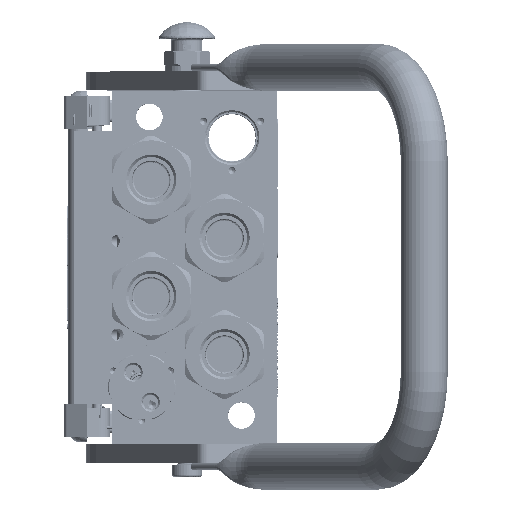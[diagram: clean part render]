
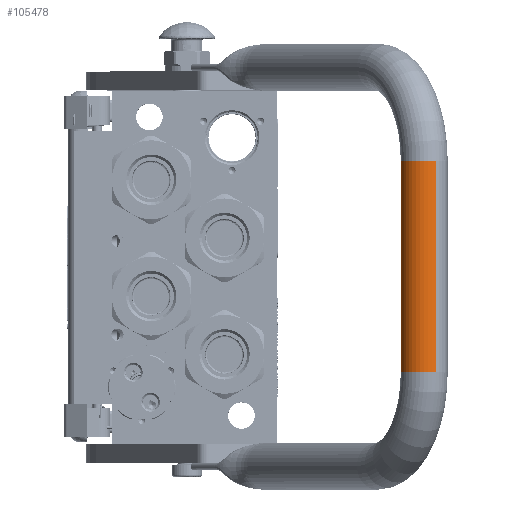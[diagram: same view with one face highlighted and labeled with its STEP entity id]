
A CAD part, top view. The second image highlights one B-rep face of the part: STEP entity #105478.
In plain terms, the highlighted cylindrical face has radius 12.5 mm (diameter 25 mm), a partial arc.
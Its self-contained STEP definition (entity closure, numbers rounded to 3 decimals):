
#10739 = CARTESIAN_POINT ( 'NONE',  ( 56.25, 0., 155. ) ) ;
#15556 = CARTESIAN_POINT ( 'NONE',  ( -56.25, 0., 180. ) ) ;
#31621 = DIRECTION ( 'NONE',  ( 0., 0., 1. ) ) ;
#37102 = ORIENTED_EDGE ( 'NONE', *, *, #176240, .T. ) ;
#47803 = LINE ( 'NONE', #15556, #76457 ) ;
#52026 = AXIS2_PLACEMENT_3D ( 'NONE', #108646, #93220, #179690 ) ;
#70570 = CARTESIAN_POINT ( 'NONE',  ( -56.25, 0., 167.5 ) ) ;
#75243 = CARTESIAN_POINT ( 'NONE',  ( -56.25, 0., 155. ) ) ;
#75451 = VERTEX_POINT ( 'NONE', #160469 ) ;
#75573 = AXIS2_PLACEMENT_3D ( 'NONE', #70570, #155323, #125762 ) ;
#76457 = VECTOR ( 'NONE', #101975, 1000. ) ;
#82267 = ORIENTED_EDGE ( 'NONE', *, *, #88482, .T. ) ;
#87760 = VECTOR ( 'NONE', #147611, 1000. ) ;
#88482 = EDGE_CURVE ( 'NONE', #169896, #160200, #127622, .T. ) ;
#92642 = AXIS2_PLACEMENT_3D ( 'NONE', #172487, #102030, #31621 ) ;
#93220 = DIRECTION ( 'NONE',  ( 1., 0., 0. ) ) ;
#101975 = DIRECTION ( 'NONE',  ( 1., 0., 0. ) ) ;
#102030 = DIRECTION ( 'NONE',  ( 1., 0., 0. ) ) ;
#102896 = EDGE_CURVE ( 'NONE', #158564, #75451, #47803, .T. ) ;
#105478 = ADVANCED_FACE ( 'NONE', ( #181967 ), #162085, .T. ) ;
#108646 = CARTESIAN_POINT ( 'NONE',  ( -56.25, 0., 167.5 ) ) ;
#122213 = EDGE_CURVE ( 'NONE', #75451, #160200, #167661, .T. ) ;
#125762 = DIRECTION ( 'NONE',  ( 0., 0., -1. ) ) ;
#126363 = ORIENTED_EDGE ( 'NONE', *, *, #122213, .F. ) ;
#127622 = LINE ( 'NONE', #75243, #87760 ) ;
#142597 = ORIENTED_EDGE ( 'NONE', *, *, #102896, .F. ) ;
#147611 = DIRECTION ( 'NONE',  ( 1., 0., 0. ) ) ;
#155323 = DIRECTION ( 'NONE',  ( -1., 0., 0. ) ) ;
#158564 = VERTEX_POINT ( 'NONE', #161272 ) ;
#159716 = CIRCLE ( 'NONE', #52026, 12.5 ) ;
#160200 = VERTEX_POINT ( 'NONE', #10739 ) ;
#160469 = CARTESIAN_POINT ( 'NONE',  ( 56.25, 0., 180. ) ) ;
#161272 = CARTESIAN_POINT ( 'NONE',  ( -56.25, 0., 180. ) ) ;
#162085 = CYLINDRICAL_SURFACE ( 'NONE', #75573, 12.5 ) ;
#163778 = EDGE_LOOP ( 'NONE', ( #82267, #126363, #142597, #37102 ) ) ;
#167661 = CIRCLE ( 'NONE', #92642, 12.5 ) ;
#169896 = VERTEX_POINT ( 'NONE', #177737 ) ;
#172487 = CARTESIAN_POINT ( 'NONE',  ( 56.25, 0., 167.5 ) ) ;
#176240 = EDGE_CURVE ( 'NONE', #158564, #169896, #159716, .T. ) ;
#177737 = CARTESIAN_POINT ( 'NONE',  ( -56.25, 0., 155. ) ) ;
#179690 = DIRECTION ( 'NONE',  ( 0., 0., 1. ) ) ;
#181967 = FACE_OUTER_BOUND ( 'NONE', #163778, .T. ) ;
